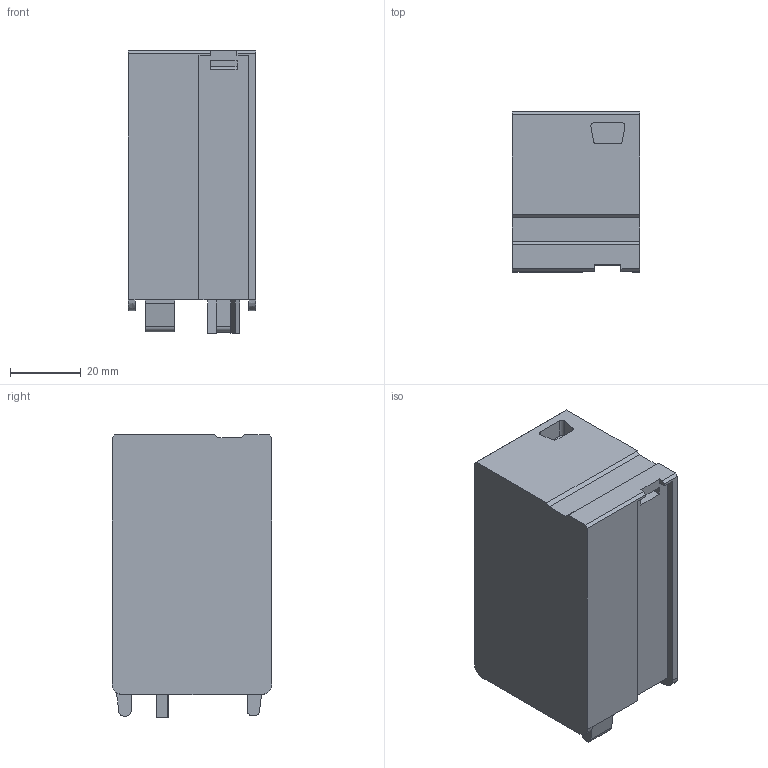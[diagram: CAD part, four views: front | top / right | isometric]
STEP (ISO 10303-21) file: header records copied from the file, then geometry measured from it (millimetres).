
FILE_DESCRIPTION(('CATIA V5 STEP Exchange','CAx-IF Rec.Pracs.--- Model Styling and Organization---1.5--- 2016-08-15','CAx-IF Rec.Pracs.---Supplemental Geometry---1.0---2011-11-01','CAx-IF Rec.Pracs.--- Composite Materials ---1.1---2010-07-15'),'2;1');
FILE_NAME ('D1619327_0', '2024-07-11T09:42:56+00:00', ('none'), ('Weidmueller'), 'CATIA Version 5-6 Release 2022 SP4 HF5', 'CATIA V5 STEP AP214 v3', 'none');
FILE_SCHEMA(('AUTOMOTIVE_DESIGN { 1 0 10303 214 1 1 1 1 }'));
Length unit declared in the file: millimetre
Products named in the file (1): S3D_VPU_AC_I_F_0_N_PE_275-25
Bounding box: 36 x 45 x 79.7 mm (x, y, z)
Volume: 110357.1 mm3; surface area: 16348 mm2
Topology: 1 solids, 1 shells, 73 faces, 203 edges, 139 vertices
Faces by surface type: plane 57, cylinder 12, extrusion 4
Entity records: 2522 total; most frequent: CARTESIAN_POINT 576, ORIENTED_EDGE 406, DIRECTION 312, EDGE_CURVE 203, VECTOR 172, LINE 168, VERTEX_POINT 139, AXIS2_PLACEMENT_3D 80
